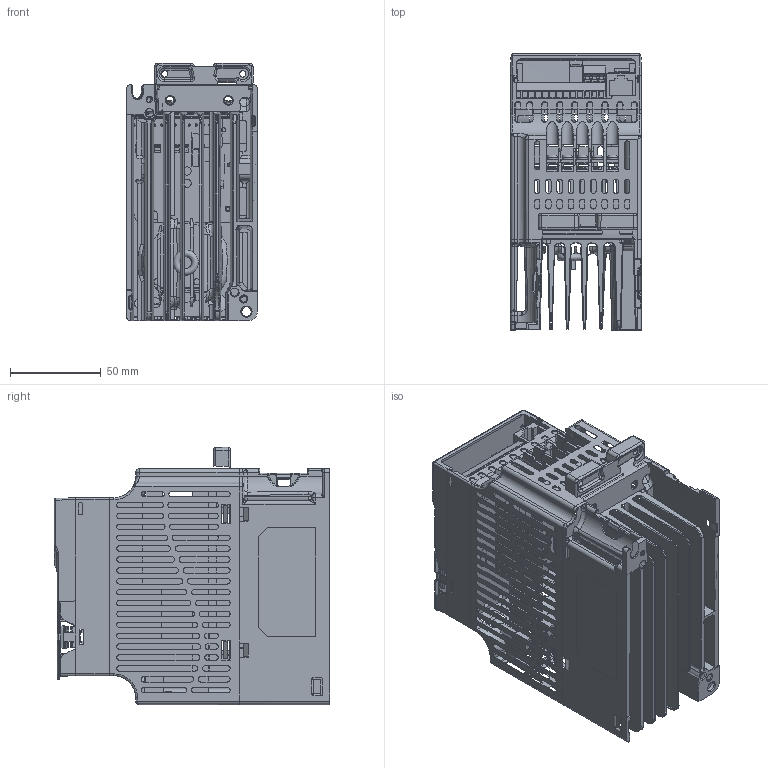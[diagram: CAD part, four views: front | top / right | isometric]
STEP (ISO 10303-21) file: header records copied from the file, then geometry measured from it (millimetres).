
FILE_DESCRIPTION(/* description */ ('Alibre Inc.'),/* implementation_level */ '2;1');
FILE_NAME(/* name */ 'export-7CAE2258-9236-414E-9300-6169A419DFBE',/* time_stamp */ '2023-10-23T14:55:54+02:00',/* author */ (''),/* organization */ (''),/* preprocessor_version */ 'ST-DEVELOPER v17',/* originating_system */ 'Alibre',/* authorisation */ '');
FILE_SCHEMA (('AUTOMOTIVE_DESIGN'));
Length unit declared in the file: millimetre
Products named in the file (1): VFD-E1_SW0001
Bounding box: 72 x 152 x 141.84 mm (x, y, z)
Surface area: 153363.4 mm2 (no closed solid volume)
Topology: 0 solids, 235 shells, 1071 faces, 6456 edges, 5460 vertices
Faces by surface type: plane 587, cylinder 308, bspline 89, torus 76, sphere 7, cone 4
Entity records: 130518 total; most frequent: CARTESIAN_POINT 86333, ORIENTED_EDGE 8019, DIRECTION 6959, EDGE_CURVE 6429, VERTEX_POINT 5456, VECTOR 3471, LINE 3471, AXIS2_PLACEMENT_3D 2038
